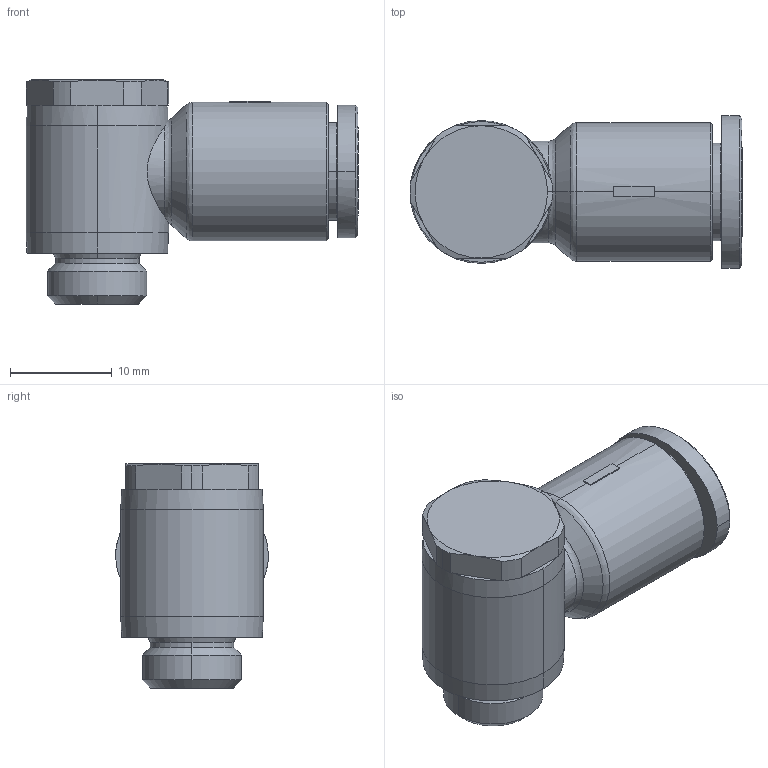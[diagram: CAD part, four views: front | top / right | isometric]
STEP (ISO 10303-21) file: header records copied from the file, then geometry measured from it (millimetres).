
FILE_DESCRIPTION (( 'STEP AP214' ), '1' );
FILE_NAME ('PH08-G01.STEP', '2015-08-26T08:29:10', ( '' ), ( '' ), 'SwSTEP 2.0', 'SolidWorks 2015', '' );
FILE_SCHEMA (( 'AUTOMOTIVE_DESIGN' ));
Length unit declared in the file: millimetre
Products named in the file (2): PH08-G01; ｦ+ﾃｦ1
Assembly tree (1 placements, depth 2):
  PH08-G01
    ｦ+ﾃｦ1
Bounding box: 32.6 x 15 x 22 mm (x, y, z)
Volume: 4062.8 mm3; surface area: 4042 mm2
Topology: 1 solids, 1 shells, 468 faces, 1294 edges, 849 vertices
Faces by surface type: plane 365, cone 35, cylinder 34, bspline 32, torus 2
Entity records: 16500 total; most frequent: CARTESIAN_POINT 3926, ORIENTED_EDGE 2584, DIRECTION 2213, EDGE_CURVE 1292, LINE 1063, VECTOR 1063, VERTEX_POINT 849, AXIS2_PLACEMENT_3D 575
